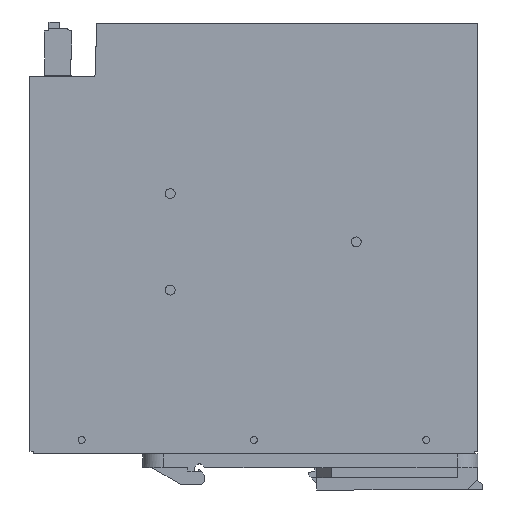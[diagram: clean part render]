
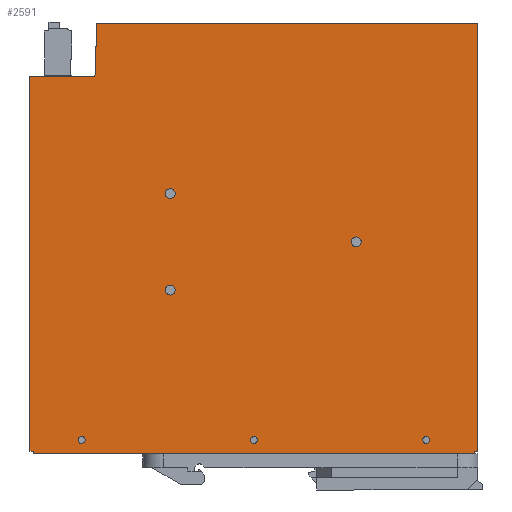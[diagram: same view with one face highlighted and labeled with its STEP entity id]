
A CAD part, left-side view. The second image highlights one B-rep face of the part: STEP entity #2591.
In plain terms, the highlighted planar face has unit normal (-1, 0, 0).
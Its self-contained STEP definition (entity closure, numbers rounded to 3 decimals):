
#2392=AXIS2_PLACEMENT_3D('Plane Axis2P3D',#2389,#2390,#2391) ;
#2485=AXIS2_PLACEMENT_3D('Circle Axis2P3D',#2483,#2484,$) ;
#2494=AXIS2_PLACEMENT_3D('Circle Axis2P3D',#2492,#2493,$) ;
#2503=AXIS2_PLACEMENT_3D('Circle Axis2P3D',#2501,#2502,$) ;
#2512=AXIS2_PLACEMENT_3D('Circle Axis2P3D',#2510,#2511,$) ;
#2521=AXIS2_PLACEMENT_3D('Circle Axis2P3D',#2519,#2520,$) ;
#2530=AXIS2_PLACEMENT_3D('Circle Axis2P3D',#2528,#2529,$) ;
#2539=AXIS2_PLACEMENT_3D('Circle Axis2P3D',#2537,#2538,$) ;
#2548=AXIS2_PLACEMENT_3D('Circle Axis2P3D',#2546,#2547,$) ;
#2557=AXIS2_PLACEMENT_3D('Circle Axis2P3D',#2555,#2556,$) ;
#2566=AXIS2_PLACEMENT_3D('Circle Axis2P3D',#2564,#2565,$) ;
#2575=AXIS2_PLACEMENT_3D('Circle Axis2P3D',#2573,#2574,$) ;
#2584=AXIS2_PLACEMENT_3D('Circle Axis2P3D',#2582,#2583,$) ;
#235=CARTESIAN_POINT('Line Origine',(0.,131.2,65.6)) ;
#239=CARTESIAN_POINT('Vertex',(0.,131.2,11.2)) ;
#241=CARTESIAN_POINT('Vertex',(0.,131.2,120.)) ;
#2389=CARTESIAN_POINT('Axis2P3D Location',(0.,131.2,135.2)) ;
#2394=CARTESIAN_POINT('Line Origine',(0.,112.062,127.7)) ;
#2398=CARTESIAN_POINT('Vertex',(0.,111.793,135.4)) ;
#2400=CARTESIAN_POINT('Vertex',(0.,112.331,120.)) ;
#2403=CARTESIAN_POINT('Line Origine',(0.,121.765,120.)) ;
#2408=CARTESIAN_POINT('Line Origine',(0.,130.7,11.2)) ;
#2412=CARTESIAN_POINT('Vertex',(0.,130.2,11.2)) ;
#2415=CARTESIAN_POINT('Line Origine',(0.,130.2,10.85)) ;
#2419=CARTESIAN_POINT('Vertex',(0.,130.2,10.5)) ;
#2422=CARTESIAN_POINT('Line Origine',(0.,66.2,10.5)) ;
#2426=CARTESIAN_POINT('Vertex',(0.,2.2,10.5)) ;
#2429=CARTESIAN_POINT('Line Origine',(0.,2.2,10.85)) ;
#2433=CARTESIAN_POINT('Vertex',(0.,2.2,11.2)) ;
#2436=CARTESIAN_POINT('Line Origine',(0.,1.7,11.2)) ;
#2440=CARTESIAN_POINT('Vertex',(0.,1.2,11.2)) ;
#2443=CARTESIAN_POINT('Line Origine',(0.,1.2,73.35)) ;
#2447=CARTESIAN_POINT('Vertex',(0.,1.2,135.5)) ;
#2450=CARTESIAN_POINT('Line Origine',(0.,56.495,135.5)) ;
#2454=CARTESIAN_POINT('Vertex',(0.,111.79,135.5)) ;
#2457=CARTESIAN_POINT('Line Origine',(0.,111.79,135.45)) ;
#2461=CARTESIAN_POINT('Vertex',(0.,111.79,135.4)) ;
#2464=CARTESIAN_POINT('Line Origine',(0.,111.791,135.4)) ;
#2483=CARTESIAN_POINT('Axis2P3D Location',(0.,66.2,14.5)) ;
#2487=CARTESIAN_POINT('Vertex',(0.,65.317,14.017)) ;
#2489=CARTESIAN_POINT('Vertex',(0.,67.083,14.983)) ;
#2492=CARTESIAN_POINT('Axis2P3D Location',(0.,66.2,14.5)) ;
#2501=CARTESIAN_POINT('Axis2P3D Location',(0.,36.5,72.)) ;
#2505=CARTESIAN_POINT('Vertex',(0.,35.249,71.317)) ;
#2507=CARTESIAN_POINT('Vertex',(0.,37.751,72.683)) ;
#2510=CARTESIAN_POINT('Axis2P3D Location',(0.,36.5,72.)) ;
#2519=CARTESIAN_POINT('Axis2P3D Location',(0.,90.5,86.)) ;
#2523=CARTESIAN_POINT('Vertex',(0.,91.751,86.683)) ;
#2525=CARTESIAN_POINT('Vertex',(0.,89.249,85.317)) ;
#2528=CARTESIAN_POINT('Axis2P3D Location',(0.,90.5,86.)) ;
#2537=CARTESIAN_POINT('Axis2P3D Location',(0.,90.5,58.)) ;
#2541=CARTESIAN_POINT('Vertex',(0.,89.249,57.317)) ;
#2543=CARTESIAN_POINT('Vertex',(0.,91.751,58.683)) ;
#2546=CARTESIAN_POINT('Axis2P3D Location',(0.,90.5,58.)) ;
#2555=CARTESIAN_POINT('Axis2P3D Location',(0.,16.2,14.5)) ;
#2559=CARTESIAN_POINT('Vertex',(0.,15.317,14.017)) ;
#2561=CARTESIAN_POINT('Vertex',(0.,17.083,14.983)) ;
#2564=CARTESIAN_POINT('Axis2P3D Location',(0.,16.2,14.5)) ;
#2573=CARTESIAN_POINT('Axis2P3D Location',(0.,116.2,14.5)) ;
#2577=CARTESIAN_POINT('Vertex',(0.,115.317,14.017)) ;
#2579=CARTESIAN_POINT('Vertex',(0.,117.083,14.983)) ;
#2582=CARTESIAN_POINT('Axis2P3D Location',(0.,116.2,14.5)) ;
#236=DIRECTION('Vector Direction',(0.,0.,-1.)) ;
#2390=DIRECTION('Axis2P3D Direction',(-1.,0.,0.)) ;
#2391=DIRECTION('Axis2P3D XDirection',(0.,-1.,0.)) ;
#2395=DIRECTION('Vector Direction',(0.,0.035,-0.999)) ;
#2404=DIRECTION('Vector Direction',(0.,-1.,0.)) ;
#2409=DIRECTION('Vector Direction',(0.,-1.,0.)) ;
#2416=DIRECTION('Vector Direction',(0.,0.,1.)) ;
#2423=DIRECTION('Vector Direction',(0.,-1.,0.)) ;
#2430=DIRECTION('Vector Direction',(0.,0.,1.)) ;
#2437=DIRECTION('Vector Direction',(0.,1.,0.)) ;
#2444=DIRECTION('Vector Direction',(0.,0.,-1.)) ;
#2451=DIRECTION('Vector Direction',(0.,-1.,0.)) ;
#2458=DIRECTION('Vector Direction',(0.,0.,-1.)) ;
#2465=DIRECTION('Vector Direction',(0.,1.,0.)) ;
#2484=DIRECTION('Axis2P3D Direction',(-1.,0.,0.)) ;
#2493=DIRECTION('Axis2P3D Direction',(-1.,0.,0.)) ;
#2502=DIRECTION('Axis2P3D Direction',(-1.,0.,0.)) ;
#2511=DIRECTION('Axis2P3D Direction',(-1.,0.,0.)) ;
#2520=DIRECTION('Axis2P3D Direction',(-1.,0.,0.)) ;
#2529=DIRECTION('Axis2P3D Direction',(-1.,0.,0.)) ;
#2538=DIRECTION('Axis2P3D Direction',(-1.,0.,0.)) ;
#2547=DIRECTION('Axis2P3D Direction',(-1.,0.,0.)) ;
#2556=DIRECTION('Axis2P3D Direction',(-1.,0.,0.)) ;
#2565=DIRECTION('Axis2P3D Direction',(-1.,0.,0.)) ;
#2574=DIRECTION('Axis2P3D Direction',(-1.,0.,0.)) ;
#2583=DIRECTION('Axis2P3D Direction',(-1.,0.,0.)) ;
#237=VECTOR('Line Direction',#236,1.) ;
#2396=VECTOR('Line Direction',#2395,1.) ;
#2405=VECTOR('Line Direction',#2404,1.) ;
#2410=VECTOR('Line Direction',#2409,1.) ;
#2417=VECTOR('Line Direction',#2416,1.) ;
#2424=VECTOR('Line Direction',#2423,1.) ;
#2431=VECTOR('Line Direction',#2430,1.) ;
#2438=VECTOR('Line Direction',#2437,1.) ;
#2445=VECTOR('Line Direction',#2444,1.) ;
#2452=VECTOR('Line Direction',#2451,1.) ;
#2459=VECTOR('Line Direction',#2458,1.) ;
#2466=VECTOR('Line Direction',#2465,1.) ;
#2470=ORIENTED_EDGE('',*,*,#2402,.T.) ;
#2471=ORIENTED_EDGE('',*,*,#2407,.F.) ;
#2472=ORIENTED_EDGE('',*,*,#243,.F.) ;
#2473=ORIENTED_EDGE('',*,*,#2414,.T.) ;
#2474=ORIENTED_EDGE('',*,*,#2421,.F.) ;
#2475=ORIENTED_EDGE('',*,*,#2428,.F.) ;
#2476=ORIENTED_EDGE('',*,*,#2435,.T.) ;
#2477=ORIENTED_EDGE('',*,*,#2442,.F.) ;
#2478=ORIENTED_EDGE('',*,*,#2449,.F.) ;
#2479=ORIENTED_EDGE('',*,*,#2456,.T.) ;
#2480=ORIENTED_EDGE('',*,*,#2463,.T.) ;
#2481=ORIENTED_EDGE('',*,*,#2468,.F.) ;
#2498=ORIENTED_EDGE('',*,*,#2491,.F.) ;
#2499=ORIENTED_EDGE('',*,*,#2496,.F.) ;
#2516=ORIENTED_EDGE('',*,*,#2509,.F.) ;
#2517=ORIENTED_EDGE('',*,*,#2514,.F.) ;
#2534=ORIENTED_EDGE('',*,*,#2527,.F.) ;
#2535=ORIENTED_EDGE('',*,*,#2532,.F.) ;
#2552=ORIENTED_EDGE('',*,*,#2545,.F.) ;
#2553=ORIENTED_EDGE('',*,*,#2550,.F.) ;
#2570=ORIENTED_EDGE('',*,*,#2563,.F.) ;
#2571=ORIENTED_EDGE('',*,*,#2568,.F.) ;
#2588=ORIENTED_EDGE('',*,*,#2581,.F.) ;
#2589=ORIENTED_EDGE('',*,*,#2586,.F.) ;
#2500=FACE_BOUND('',#2497,.T.) ;
#2518=FACE_BOUND('',#2515,.T.) ;
#2536=FACE_BOUND('',#2533,.T.) ;
#2554=FACE_BOUND('',#2551,.T.) ;
#2572=FACE_BOUND('',#2569,.T.) ;
#2590=FACE_BOUND('',#2587,.T.) ;
#2591=ADVANCED_FACE('STROMVERSORGUNG',(#2482,#2500,#2518,#2536,#2554,#2572,#2590),#2393,.T.) ;
#2486=CIRCLE('generated circle',#2485,1.007) ;
#2495=CIRCLE('generated circle',#2494,1.007) ;
#2504=CIRCLE('generated circle',#2503,1.425) ;
#2513=CIRCLE('generated circle',#2512,1.425) ;
#2522=CIRCLE('generated circle',#2521,1.425) ;
#2531=CIRCLE('generated circle',#2530,1.425) ;
#2540=CIRCLE('generated circle',#2539,1.425) ;
#2549=CIRCLE('generated circle',#2548,1.425) ;
#2558=CIRCLE('generated circle',#2557,1.007) ;
#2567=CIRCLE('generated circle',#2566,1.007) ;
#2576=CIRCLE('generated circle',#2575,1.006) ;
#2585=CIRCLE('generated circle',#2584,1.006) ;
#243=EDGE_CURVE('',#240,#242,#238,.F.) ;
#2402=EDGE_CURVE('',#2399,#2401,#2397,.T.) ;
#2407=EDGE_CURVE('',#242,#2401,#2406,.T.) ;
#2414=EDGE_CURVE('',#240,#2413,#2411,.T.) ;
#2421=EDGE_CURVE('',#2420,#2413,#2418,.T.) ;
#2428=EDGE_CURVE('',#2427,#2420,#2425,.F.) ;
#2435=EDGE_CURVE('',#2427,#2434,#2432,.T.) ;
#2442=EDGE_CURVE('',#2441,#2434,#2439,.T.) ;
#2449=EDGE_CURVE('',#2448,#2441,#2446,.T.) ;
#2456=EDGE_CURVE('',#2448,#2455,#2453,.F.) ;
#2463=EDGE_CURVE('',#2455,#2462,#2460,.T.) ;
#2468=EDGE_CURVE('',#2399,#2462,#2467,.F.) ;
#2491=EDGE_CURVE('',#2488,#2490,#2486,.T.) ;
#2496=EDGE_CURVE('',#2490,#2488,#2495,.T.) ;
#2509=EDGE_CURVE('',#2506,#2508,#2504,.T.) ;
#2514=EDGE_CURVE('',#2508,#2506,#2513,.T.) ;
#2527=EDGE_CURVE('',#2524,#2526,#2522,.T.) ;
#2532=EDGE_CURVE('',#2526,#2524,#2531,.T.) ;
#2545=EDGE_CURVE('',#2542,#2544,#2540,.T.) ;
#2550=EDGE_CURVE('',#2544,#2542,#2549,.T.) ;
#2563=EDGE_CURVE('',#2560,#2562,#2558,.T.) ;
#2568=EDGE_CURVE('',#2562,#2560,#2567,.T.) ;
#2581=EDGE_CURVE('',#2578,#2580,#2576,.T.) ;
#2586=EDGE_CURVE('',#2580,#2578,#2585,.T.) ;
#2469=EDGE_LOOP('',(#2470,#2471,#2472,#2473,#2474,#2475,#2476,#2477,#2478,#2479,#2480,#2481)) ;
#2497=EDGE_LOOP('',(#2498,#2499)) ;
#2515=EDGE_LOOP('',(#2516,#2517)) ;
#2533=EDGE_LOOP('',(#2534,#2535)) ;
#2551=EDGE_LOOP('',(#2552,#2553)) ;
#2569=EDGE_LOOP('',(#2570,#2571)) ;
#2587=EDGE_LOOP('',(#2588,#2589)) ;
#2482=FACE_OUTER_BOUND('',#2469,.T.) ;
#238=LINE('Line',#235,#237) ;
#2397=LINE('Line',#2394,#2396) ;
#2406=LINE('Line',#2403,#2405) ;
#2411=LINE('Line',#2408,#2410) ;
#2418=LINE('Line',#2415,#2417) ;
#2425=LINE('Line',#2422,#2424) ;
#2432=LINE('Line',#2429,#2431) ;
#2439=LINE('Line',#2436,#2438) ;
#2446=LINE('Line',#2443,#2445) ;
#2453=LINE('Line',#2450,#2452) ;
#2460=LINE('Line',#2457,#2459) ;
#2467=LINE('Line',#2464,#2466) ;
#2393=PLANE('',#2392) ;
#240=VERTEX_POINT('',#239) ;
#242=VERTEX_POINT('',#241) ;
#2399=VERTEX_POINT('',#2398) ;
#2401=VERTEX_POINT('',#2400) ;
#2413=VERTEX_POINT('',#2412) ;
#2420=VERTEX_POINT('',#2419) ;
#2427=VERTEX_POINT('',#2426) ;
#2434=VERTEX_POINT('',#2433) ;
#2441=VERTEX_POINT('',#2440) ;
#2448=VERTEX_POINT('',#2447) ;
#2455=VERTEX_POINT('',#2454) ;
#2462=VERTEX_POINT('',#2461) ;
#2488=VERTEX_POINT('',#2487) ;
#2490=VERTEX_POINT('',#2489) ;
#2506=VERTEX_POINT('',#2505) ;
#2508=VERTEX_POINT('',#2507) ;
#2524=VERTEX_POINT('',#2523) ;
#2526=VERTEX_POINT('',#2525) ;
#2542=VERTEX_POINT('',#2541) ;
#2544=VERTEX_POINT('',#2543) ;
#2560=VERTEX_POINT('',#2559) ;
#2562=VERTEX_POINT('',#2561) ;
#2578=VERTEX_POINT('',#2577) ;
#2580=VERTEX_POINT('',#2579) ;
